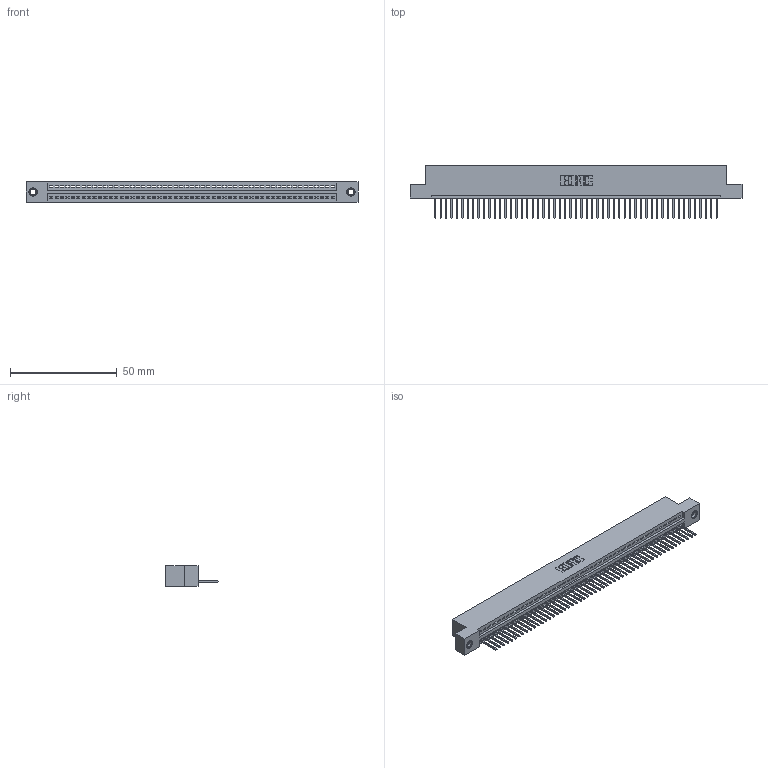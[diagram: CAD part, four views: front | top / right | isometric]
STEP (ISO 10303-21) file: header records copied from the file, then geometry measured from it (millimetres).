
FILE_DESCRIPTION (( 'STEP AP203' ), '1' );
FILE_NAME ('345-053-523-107.STEP', '2019-10-09T20:32:25', ( '' ), ( '' ), 'SwSTEP 2.0', 'SolidWorks 2016', '' );
FILE_SCHEMA (( 'CONFIG_CONTROL_DESIGN' ));
Length unit declared in the file: inch
Products named in the file (4): 345-292-001_345-293-123; 345-053-523-107; 345 Part_Flush Mounting Lugs - 0.156 Dia-TI; 345-250-001_345-250-005-103
Assembly tree (56 placements, depth 2):
  345-053-523-107
    345 Part_Flush Mounting Lugs - 0.156 Dia-TI
    345-292-001_345-293-123  x53
    345-250-001_345-250-005-103  x2
Bounding box: 155.83 x 24.82 x 9.4 mm (x, y, z)
Volume: 14856.9 mm3; surface area: 19983.3 mm2
Topology: 56 solids, 56 shells, 3260 faces, 9805 edges, 6458 vertices
Faces by surface type: plane 2232, cylinder 1012, cone 12, torus 4
Entity records: 39612 total; most frequent: CARTESIAN_POINT 6842, ORIENTED_EDGE 6822, DIRECTION 5987, EDGE_CURVE 3411, LINE 3047, VECTOR 3047, VERTEX_POINT 2268, AXIS2_PLACEMENT_3D 1470
